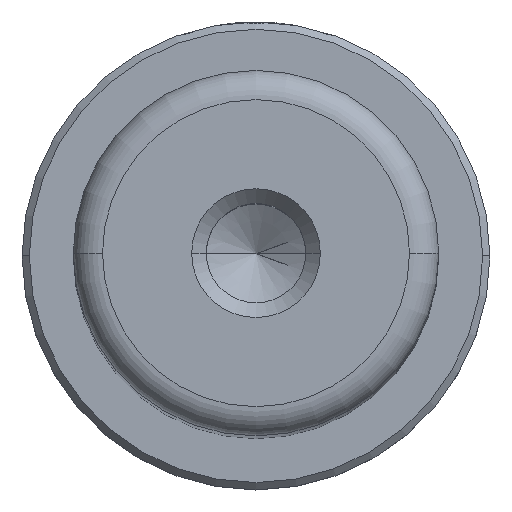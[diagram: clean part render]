
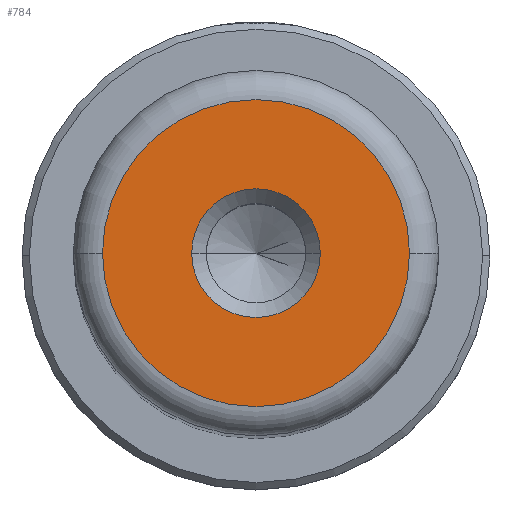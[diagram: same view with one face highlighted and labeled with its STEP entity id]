
A CAD part, top view. The second image highlights one B-rep face of the part: STEP entity #784.
In plain terms, the highlighted planar face has unit normal (0, 0, 1).
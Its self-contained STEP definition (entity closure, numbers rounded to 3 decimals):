
#40 = EDGE_LOOP ( 'NONE', ( #247, #1658 ) ) ;
#45 = FACE_OUTER_BOUND ( 'NONE', #538, .T. ) ;
#50 = CARTESIAN_POINT ( 'NONE',  ( -10.5, 0., 131. ) ) ;
#87 = CIRCLE ( 'NONE', #479, 10.5 ) ;
#128 = EDGE_CURVE ( 'NONE', #195, #198, #340, .T. ) ;
#149 = PLANE ( 'NONE',  #1709 ) ;
#195 = VERTEX_POINT ( 'NONE', #50 ) ;
#196 = CARTESIAN_POINT ( 'NONE',  ( 0., 0., 131. ) ) ;
#198 = VERTEX_POINT ( 'NONE', #2103 ) ;
#235 = AXIS2_PLACEMENT_3D ( 'NONE', #196, #1338, #400 ) ;
#247 = ORIENTED_EDGE ( 'NONE', *, *, #1062, .T. ) ;
#262 = DIRECTION ( 'NONE',  ( 0., 0., 1. ) ) ;
#298 = CIRCLE ( 'NONE', #235, 4.4 ) ;
#340 = CIRCLE ( 'NONE', #1402, 10.5 ) ;
#400 = DIRECTION ( 'NONE',  ( 1., 0., 0. ) ) ;
#446 = DIRECTION ( 'NONE',  ( 1., 0., 0. ) ) ;
#450 = ORIENTED_EDGE ( 'NONE', *, *, #128, .T. ) ;
#479 = AXIS2_PLACEMENT_3D ( 'NONE', #1248, #262, #1389 ) ;
#498 = DIRECTION ( 'NONE',  ( 0., 0., 1. ) ) ;
#515 = CARTESIAN_POINT ( 'NONE',  ( 0., 0., 131. ) ) ;
#538 = EDGE_LOOP ( 'NONE', ( #824, #450 ) ) ;
#669 = DIRECTION ( 'NONE',  ( 0., 0., -1. ) ) ;
#784 = ADVANCED_FACE ( 'NONE', ( #1032, #45 ), #149, .T. ) ;
#824 = ORIENTED_EDGE ( 'NONE', *, *, #1800, .T. ) ;
#893 = CIRCLE ( 'NONE', #1581, 4.4 ) ;
#1032 = FACE_BOUND ( 'NONE', #40, .T. ) ;
#1062 = EDGE_CURVE ( 'NONE', #1150, #1547, #298, .T. ) ;
#1150 = VERTEX_POINT ( 'NONE', #1667 ) ;
#1248 = CARTESIAN_POINT ( 'NONE',  ( 0., 0., 131. ) ) ;
#1338 = DIRECTION ( 'NONE',  ( 0., 0., -1. ) ) ;
#1379 = EDGE_CURVE ( 'NONE', #1547, #1150, #893, .T. ) ;
#1389 = DIRECTION ( 'NONE',  ( 1., 0., 0. ) ) ;
#1402 = AXIS2_PLACEMENT_3D ( 'NONE', #515, #498, #446 ) ;
#1547 = VERTEX_POINT ( 'NONE', #1955 ) ;
#1581 = AXIS2_PLACEMENT_3D ( 'NONE', #1588, #669, #1756 ) ;
#1588 = CARTESIAN_POINT ( 'NONE',  ( 0., 0., 131. ) ) ;
#1658 = ORIENTED_EDGE ( 'NONE', *, *, #1379, .T. ) ;
#1667 = CARTESIAN_POINT ( 'NONE',  ( 4.4, 0., 131. ) ) ;
#1709 = AXIS2_PLACEMENT_3D ( 'NONE', #1864, #2010, #1972 ) ;
#1756 = DIRECTION ( 'NONE',  ( 1., 0., 0. ) ) ;
#1800 = EDGE_CURVE ( 'NONE', #198, #195, #87, .T. ) ;
#1864 = CARTESIAN_POINT ( 'NONE',  ( 0., 0., 131. ) ) ;
#1955 = CARTESIAN_POINT ( 'NONE',  ( -4.4, 0., 131. ) ) ;
#1972 = DIRECTION ( 'NONE',  ( 1., 0., 0. ) ) ;
#2010 = DIRECTION ( 'NONE',  ( 0., 0., 1. ) ) ;
#2103 = CARTESIAN_POINT ( 'NONE',  ( 10.5, 0., 131. ) ) ;
